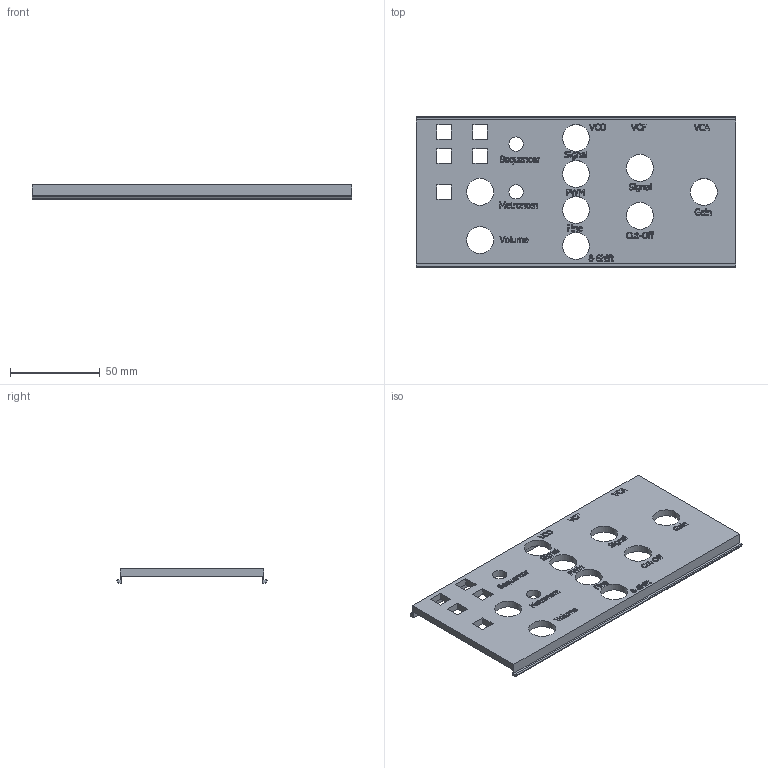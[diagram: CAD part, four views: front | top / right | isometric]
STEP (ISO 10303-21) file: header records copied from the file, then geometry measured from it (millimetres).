
FILE_DESCRIPTION(/* description */ (''),/* implementation_level */ '2;1');
FILE_NAME(/* name */ 'Schneckel.step',/* time_stamp */ '2026-01-26T09:59:24+01:00',/* author */ ('Wendelin'),/* organization */ (''),/* preprocessor_version */ 'ST-DEVELOPER v20',/* originating_system */ 'Autodesk Inventor 2024',/* authorisation */ '');
FILE_SCHEMA (('AUTOMOTIVE_DESIGN { 1 0 10303 214 3 1 1 }'));
Products named in the file (3): Schneckel; frontplate; schrift
Assembly tree (2 placements, depth 2):
  Schneckel
    frontplate
    schrift
Bounding box: 177.5 x 83.38 x 8 mm (x, y, z)
Volume: 50898 mm3; surface area: 33702.1 mm2
Topology: 74 solids, 74 shells, 2258 faces, 6045 edges, 4030 vertices
Faces by surface type: plane 1223, bspline 1020, cylinder 15
Full cylindrical faces by diameter (mm): 8 x2, 15 x9
Entity records: 75262 total; most frequent: CARTESIAN_POINT 25598, ORIENTED_EDGE 12090, DIRECTION 6521, EDGE_CURVE 6045, VERTEX_POINT 4030, LINE 3975, VECTOR 3975, EDGE_LOOP 2427
